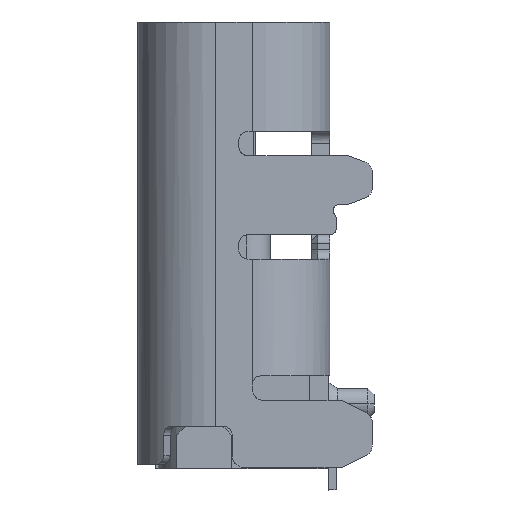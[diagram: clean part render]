
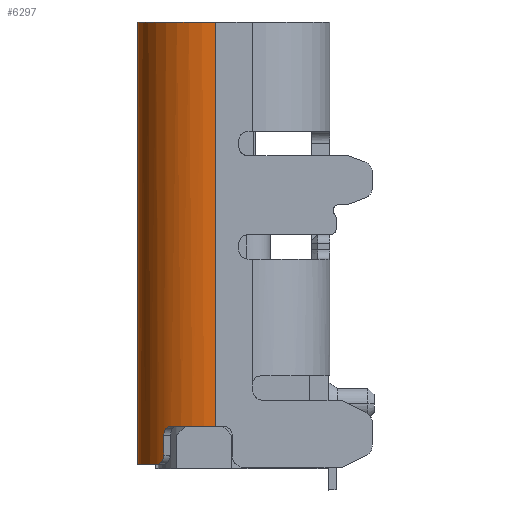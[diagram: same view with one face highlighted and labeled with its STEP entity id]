
A CAD part, left-side view. The second image highlights one B-rep face of the part: STEP entity #6297.
In plain terms, the highlighted cylindrical face has radius 1.28 mm (diameter 2.56 mm), a partial arc.
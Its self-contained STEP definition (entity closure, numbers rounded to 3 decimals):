
#982 = CARTESIAN_POINT ( 'NONE',  ( 1.28, 4.16, 0. ) ) ;
#1106 = CARTESIAN_POINT ( 'NONE',  ( 0.365, 3.775, -7.24 ) ) ;
#1336 = CARTESIAN_POINT ( 'NONE',  ( 0.327, 3.735, -6.8 ) ) ;
#1675 = CARTESIAN_POINT ( 'NONE',  ( 0.291, 3.693, -6.683 ) ) ;
#1832 = CIRCLE ( 'NONE', #31337, 1.28 ) ;
#1879 = VECTOR ( 'NONE', #6886, 1000. ) ;
#2014 = CARTESIAN_POINT ( 'NONE',  ( 0.24, 3.626, -6.65 ) ) ;
#2637 = DIRECTION ( 'NONE',  ( -1., 0., 0. ) ) ;
#2739 = LINE ( 'NONE', #30941, #16857 ) ;
#2813 = CARTESIAN_POINT ( 'NONE',  ( 1.28, 2.88, 0. ) ) ;
#3591 = VERTEX_POINT ( 'NONE', #29613 ) ;
#4111 = CARTESIAN_POINT ( 'NONE',  ( 0.356, 3.765, -7.229 ) ) ;
#4264 = CARTESIAN_POINT ( 'NONE',  ( 0.341, 3.75, -7.2 ) ) ;
#4502 = DIRECTION ( 'NONE',  ( 0., 0., 1. ) ) ;
#5894 = VERTEX_POINT ( 'NONE', #12248 ) ;
#6297 = ADVANCED_FACE ( 'NONE', ( #11967 ), #24343, .T. ) ;
#6593 = CARTESIAN_POINT ( 'NONE',  ( 0.425, 3.833, -7.275 ) ) ;
#6886 = DIRECTION ( 'NONE',  ( 0., 0., 1. ) ) ;
#6909 = CARTESIAN_POINT ( 'NONE',  ( 0.399, 3.809, -7.266 ) ) ;
#7158 = EDGE_CURVE ( 'NONE', #7592, #3591, #25134, .T. ) ;
#7169 = DIRECTION ( 'NONE',  ( -1., 0., 0. ) ) ;
#7592 = VERTEX_POINT ( 'NONE', #27355 ) ;
#7743 = EDGE_CURVE ( 'NONE', #3591, #26460, #2739, .T. ) ;
#8154 = VERTEX_POINT ( 'NONE', #982 ) ;
#8389 = CARTESIAN_POINT ( 'NONE',  ( 0., 2.88, -6.65 ) ) ;
#8530 = CARTESIAN_POINT ( 'NONE',  ( 1.28, 2.88, -7.275 ) ) ;
#8581 = CIRCLE ( 'NONE', #28642, 1.28 ) ;
#9106 = CARTESIAN_POINT ( 'NONE',  ( 0.263, 3.658, -6.658 ) ) ;
#9204 = CARTESIAN_POINT ( 'NONE',  ( 0.327, 3.735, -7.134 ) ) ;
#9418 = CARTESIAN_POINT ( 'NONE',  ( 0.327, 3.735, -6.783 ) ) ;
#9864 = EDGE_CURVE ( 'NONE', #24115, #5894, #32148, .T. ) ;
#10702 = ORIENTED_EDGE ( 'NONE', *, *, #26030, .T. ) ;
#10848 = EDGE_CURVE ( 'NONE', #12796, #8154, #26870, .T. ) ;
#11457 = CARTESIAN_POINT ( 'NONE',  ( 0.299, 3.703, -6.695 ) ) ;
#11967 = FACE_OUTER_BOUND ( 'NONE', #32418, .T. ) ;
#12248 = CARTESIAN_POINT ( 'NONE',  ( 0., 2.88, 0. ) ) ;
#12560 = ORIENTED_EDGE ( 'NONE', *, *, #7743, .T. ) ;
#12796 = VERTEX_POINT ( 'NONE', #21590 ) ;
#13502 = DIRECTION ( 'NONE',  ( 0., 0., 1. ) ) ;
#13873 = CIRCLE ( 'NONE', #22285, 1.28 ) ;
#14087 = CARTESIAN_POINT ( 'NONE',  ( 0.313, 3.718, -6.721 ) ) ;
#14339 = CARTESIAN_POINT ( 'NONE',  ( 0.336, 3.744, -7.186 ) ) ;
#14748 = CARTESIAN_POINT ( 'NONE',  ( 1.28, 2.88, -6.65 ) ) ;
#15929 = DIRECTION ( 'NONE',  ( 0., 0., 1. ) ) ;
#16138 = DIRECTION ( 'NONE',  ( -1., 0., 0. ) ) ;
#16337 = CARTESIAN_POINT ( 'NONE',  ( 0.348, 3.757, -7.215 ) ) ;
#16487 = ORIENTED_EDGE ( 'NONE', *, *, #7158, .T. ) ;
#16656 = CARTESIAN_POINT ( 'NONE',  ( 0.412, 3.82, -7.272 ) ) ;
#16857 = VECTOR ( 'NONE', #15929, 1000. ) ;
#16876 = CARTESIAN_POINT ( 'NONE',  ( 0.233, 3.616, -6.65 ) ) ;
#17147 = EDGE_CURVE ( 'NONE', #8154, #5894, #8581, .T. ) ;
#18289 = ORIENTED_EDGE ( 'NONE', *, *, #17147, .F. ) ;
#18337 = ORIENTED_EDGE ( 'NONE', *, *, #25578, .T. ) ;
#19238 = VERTEX_POINT ( 'NONE', #22741 ) ;
#19274 = CARTESIAN_POINT ( 'NONE',  ( 0.327, 3.735, -7.125 ) ) ;
#19366 = CARTESIAN_POINT ( 'NONE',  ( 1.28, 2.88, -7.275 ) ) ;
#19498 = CARTESIAN_POINT ( 'NONE',  ( 0.273, 3.671, -6.665 ) ) ;
#19578 = VECTOR ( 'NONE', #19625, 1000. ) ;
#19625 = DIRECTION ( 'NONE',  ( 0., 0., 1. ) ) ;
#21036 = ORIENTED_EDGE ( 'NONE', *, *, #22587, .T. ) ;
#21516 = CARTESIAN_POINT ( 'NONE',  ( 0.306, 3.711, -6.708 ) ) ;
#21590 = CARTESIAN_POINT ( 'NONE',  ( 1.28, 4.16, -7.275 ) ) ;
#21667 = CARTESIAN_POINT ( 'NONE',  ( 0.282, 3.682, -6.674 ) ) ;
#21777 = CARTESIAN_POINT ( 'NONE',  ( 0.375, 3.785, -7.251 ) ) ;
#21827 = CARTESIAN_POINT ( 'NONE',  ( 0.254, 3.645, -6.654 ) ) ;
#22285 = AXIS2_PLACEMENT_3D ( 'NONE', #14748, #4502, #32379 ) ;
#22446 = DIRECTION ( 'NONE',  ( 0., 0., 1. ) ) ;
#22587 = EDGE_CURVE ( 'NONE', #26460, #19238, #28800, .T. ) ;
#22741 = CARTESIAN_POINT ( 'NONE',  ( 0.233, 3.616, -6.65 ) ) ;
#23996 = CARTESIAN_POINT ( 'NONE',  ( 0.326, 3.733, -6.767 ) ) ;
#24115 = VERTEX_POINT ( 'NONE', #8389 ) ;
#24249 = CARTESIAN_POINT ( 'NONE',  ( 0.331, 3.739, -7.17 ) ) ;
#24342 = CARTESIAN_POINT ( 'NONE',  ( 0.327, 3.735, -6.8 ) ) ;
#24343 = CYLINDRICAL_SURFACE ( 'NONE', #26304, 1.28 ) ;
#24420 = CARTESIAN_POINT ( 'NONE',  ( 0.328, 3.736, -7.144 ) ) ;
#25134 = B_SPLINE_CURVE_WITH_KNOTS ( 'NONE', 3,
 ( #26891, #6593, #16656, #6909, #26736, #21777, #1106, #4111, #16337, #4264, #14339, #24249, #31809, #24420, #9204, #19274 ),
 .UNSPECIFIED., .F., .F.,
 ( 4, 3, 3, 3, 3, 4 ),
 ( 0., 0., 0., 0., 0., 0. ),
 .UNSPECIFIED. ) ;
#25365 = ORIENTED_EDGE ( 'NONE', *, *, #9864, .T. ) ;
#25578 = EDGE_CURVE ( 'NONE', #19238, #24115, #13873, .T. ) ;
#26030 = EDGE_CURVE ( 'NONE', #12796, #7592, #1832, .T. ) ;
#26304 = AXIS2_PLACEMENT_3D ( 'NONE', #19366, #29442, #7169 ) ;
#26460 = VERTEX_POINT ( 'NONE', #24342 ) ;
#26644 = ORIENTED_EDGE ( 'NONE', *, *, #10848, .F. ) ;
#26736 = CARTESIAN_POINT ( 'NONE',  ( 0.387, 3.797, -7.26 ) ) ;
#26870 = LINE ( 'NONE', #31787, #1879 ) ;
#26891 = CARTESIAN_POINT ( 'NONE',  ( 0.439, 3.845, -7.275 ) ) ;
#27293 = CARTESIAN_POINT ( 'NONE',  ( 0.247, 3.635, -6.651 ) ) ;
#27355 = CARTESIAN_POINT ( 'NONE',  ( 0.439, 3.845, -7.275 ) ) ;
#27406 = CARTESIAN_POINT ( 'NONE',  ( 0., 2.88, -7.33 ) ) ;
#28642 = AXIS2_PLACEMENT_3D ( 'NONE', #2813, #22446, #2637 ) ;
#28800 = B_SPLINE_CURVE_WITH_KNOTS ( 'NONE', 3,
 ( #1336, #9418, #23996, #29744, #31865, #14087, #21516, #11457, #1675, #21667, #19498, #9106, #21827, #27293, #2014, #16876 ),
 .UNSPECIFIED., .F., .F.,
 ( 4, 3, 3, 3, 3, 4 ),
 ( 0., 0., 0., 0., 0., 0. ),
 .UNSPECIFIED. ) ;
#29442 = DIRECTION ( 'NONE',  ( 0., 0., -1. ) ) ;
#29613 = CARTESIAN_POINT ( 'NONE',  ( 0.327, 3.735, -7.125 ) ) ;
#29744 = CARTESIAN_POINT ( 'NONE',  ( 0.322, 3.729, -6.751 ) ) ;
#30941 = CARTESIAN_POINT ( 'NONE',  ( 0.327, 3.735, -7.275 ) ) ;
#31337 = AXIS2_PLACEMENT_3D ( 'NONE', #8530, #13502, #16138 ) ;
#31787 = CARTESIAN_POINT ( 'NONE',  ( 1.28, 4.16, -7.275 ) ) ;
#31809 = CARTESIAN_POINT ( 'NONE',  ( 0.329, 3.737, -7.153 ) ) ;
#31865 = CARTESIAN_POINT ( 'NONE',  ( 0.318, 3.725, -6.736 ) ) ;
#32148 = LINE ( 'NONE', #27406, #19578 ) ;
#32379 = DIRECTION ( 'NONE',  ( -1., 0., 0. ) ) ;
#32418 = EDGE_LOOP ( 'NONE', ( #16487, #12560, #21036, #18337, #25365, #18289, #26644, #10702 ) ) ;
